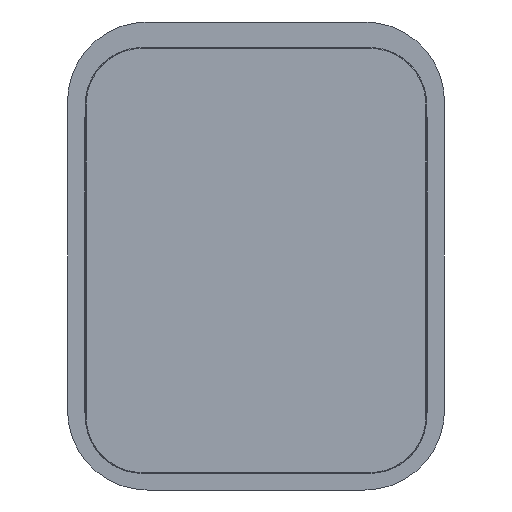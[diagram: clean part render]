
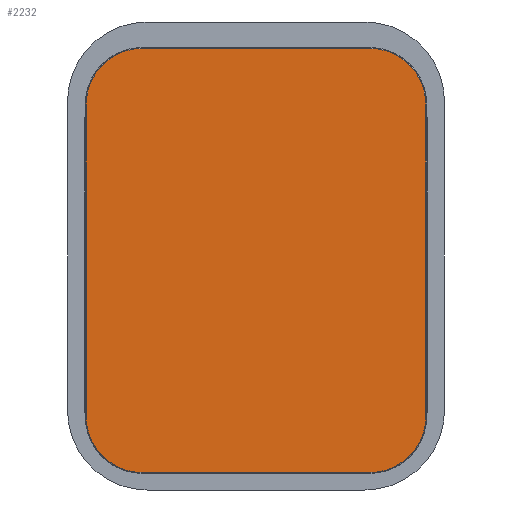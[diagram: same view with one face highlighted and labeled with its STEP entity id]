
A CAD part, front view. The second image highlights one B-rep face of the part: STEP entity #2232.
In plain terms, the highlighted planar face has unit normal (0, -1, 0).
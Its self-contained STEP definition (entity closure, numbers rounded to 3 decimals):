
#10 = AXIS2_PLACEMENT_3D ( 'NONE', #1742, #1352, #2514 ) ;
#17 = CARTESIAN_POINT ( 'NONE',  ( 10., -2.822, 13.325 ) ) ;
#132 = CARTESIAN_POINT ( 'NONE',  ( -10., -2.822, -13.94 ) ) ;
#156 = CARTESIAN_POINT ( 'NONE',  ( 10., -2.822, 18.251 ) ) ;
#246 = AXIS2_PLACEMENT_3D ( 'NONE', #919, #4291, #825 ) ;
#367 = DIRECTION ( 'NONE',  ( 0., 0., -1. ) ) ;
#495 = DIRECTION ( 'NONE',  ( 0., 0., -1. ) ) ;
#571 = AXIS2_PLACEMENT_3D ( 'NONE', #132, #2393, #495 ) ;
#584 = EDGE_CURVE ( 'NONE', #4364, #3598, #2094, .T. ) ;
#637 = ORIENTED_EDGE ( 'NONE', *, *, #1204, .T. ) ;
#679 = VECTOR ( 'NONE', #2693, 1000. ) ;
#712 = AXIS2_PLACEMENT_3D ( 'NONE', #1033, #1004, #3627 ) ;
#755 = ORIENTED_EDGE ( 'NONE', *, *, #3661, .T. ) ;
#809 = ORIENTED_EDGE ( 'NONE', *, *, #3149, .T. ) ;
#825 = DIRECTION ( 'NONE',  ( 0., 0., -1. ) ) ;
#833 = ORIENTED_EDGE ( 'NONE', *, *, #1560, .T. ) ;
#919 = CARTESIAN_POINT ( 'NONE',  ( 10., -2.822, -14.105 ) ) ;
#942 = LINE ( 'NONE', #1256, #3291 ) ;
#948 = EDGE_LOOP ( 'NONE', ( #2545, #833, #2980, #1645, #3334, #637, #1793, #1027, #809, #2269, #2406, #755 ) ) ;
#988 = CARTESIAN_POINT ( 'NONE',  ( -10., -2.822, -19.031 ) ) ;
#994 = EDGE_CURVE ( 'NONE', #4425, #2186, #4832, .T. ) ;
#1004 = DIRECTION ( 'NONE',  ( 0., -1., 0. ) ) ;
#1027 = ORIENTED_EDGE ( 'NONE', *, *, #3868, .T. ) ;
#1033 = CARTESIAN_POINT ( 'NONE',  ( -10., -2.822, -13.94 ) ) ;
#1050 = LINE ( 'NONE', #3732, #3437 ) ;
#1078 = DIRECTION ( 'NONE',  ( 0., -1., 0. ) ) ;
#1086 = EDGE_CURVE ( 'NONE', #4728, #4800, #1050, .T. ) ;
#1126 = DIRECTION ( 'NONE',  ( 0., -1., 0. ) ) ;
#1150 = LINE ( 'NONE', #4563, #679 ) ;
#1190 = AXIS2_PLACEMENT_3D ( 'NONE', #2008, #2713, #2793 ) ;
#1204 = EDGE_CURVE ( 'NONE', #4800, #4364, #2749, .T. ) ;
#1256 = CARTESIAN_POINT ( 'NONE',  ( 14.926, -2.822, 13.194 ) ) ;
#1326 = VERTEX_POINT ( 'NONE', #4209 ) ;
#1351 = LINE ( 'NONE', #4711, #2299 ) ;
#1352 = DIRECTION ( 'NONE',  ( 0., -1., 0. ) ) ;
#1515 = VERTEX_POINT ( 'NONE', #4272 ) ;
#1560 = EDGE_CURVE ( 'NONE', #1515, #1326, #1351, .T. ) ;
#1606 = CARTESIAN_POINT ( 'NONE',  ( 14.925, -2.822, 13.26 ) ) ;
#1633 = CIRCLE ( 'NONE', #2100, 4.926 ) ;
#1645 = ORIENTED_EDGE ( 'NONE', *, *, #3863, .T. ) ;
#1665 = DIRECTION ( 'NONE',  ( 0., -1., 0. ) ) ;
#1685 = PLANE ( 'NONE',  #712 ) ;
#1742 = CARTESIAN_POINT ( 'NONE',  ( -10., -2.822, 13.325 ) ) ;
#1793 = ORIENTED_EDGE ( 'NONE', *, *, #584, .T. ) ;
#1824 = AXIS2_PLACEMENT_3D ( 'NONE', #17, #2998, #1899 ) ;
#1899 = DIRECTION ( 'NONE',  ( 0., 0., -1. ) ) ;
#2008 = CARTESIAN_POINT ( 'NONE',  ( -10., -2.822, -14.105 ) ) ;
#2033 = CIRCLE ( 'NONE', #4165, 4.926 ) ;
#2094 = CIRCLE ( 'NONE', #4624, 4.926 ) ;
#2100 = AXIS2_PLACEMENT_3D ( 'NONE', #4852, #1078, #367 ) ;
#2123 = CIRCLE ( 'NONE', #10, 4.926 ) ;
#2186 = VERTEX_POINT ( 'NONE', #156 ) ;
#2232 = ADVANCED_FACE ( 'NONE', ( #3966 ), #1685, .T. ) ;
#2245 = CARTESIAN_POINT ( 'NONE',  ( 10., -2.822, 13.194 ) ) ;
#2254 = DIRECTION ( 'NONE',  ( 0., 0., -1. ) ) ;
#2269 = ORIENTED_EDGE ( 'NONE', *, *, #994, .T. ) ;
#2299 = VECTOR ( 'NONE', #2869, 1000. ) ;
#2393 = DIRECTION ( 'NONE',  ( 0., -1., 0. ) ) ;
#2406 = ORIENTED_EDGE ( 'NONE', *, *, #4083, .T. ) ;
#2514 = DIRECTION ( 'NONE',  ( 0., 0., -1. ) ) ;
#2517 = CARTESIAN_POINT ( 'NONE',  ( 10., -2.822, -19.031 ) ) ;
#2527 = CIRCLE ( 'NONE', #1190, 4.926 ) ;
#2545 = ORIENTED_EDGE ( 'NONE', *, *, #4647, .T. ) ;
#2693 = DIRECTION ( 'NONE',  ( -1., 0., 0. ) ) ;
#2713 = DIRECTION ( 'NONE',  ( 0., -1., 0. ) ) ;
#2749 = CIRCLE ( 'NONE', #246, 4.926 ) ;
#2793 = DIRECTION ( 'NONE',  ( 0., 0., -1. ) ) ;
#2869 = DIRECTION ( 'NONE',  ( 0., 0., -1. ) ) ;
#2876 = VERTEX_POINT ( 'NONE', #3098 ) ;
#2980 = ORIENTED_EDGE ( 'NONE', *, *, #3807, .T. ) ;
#2998 = DIRECTION ( 'NONE',  ( 0., -1., 0. ) ) ;
#3040 = DIRECTION ( 'NONE',  ( 0., 0., -1. ) ) ;
#3080 = VERTEX_POINT ( 'NONE', #3859 ) ;
#3098 = CARTESIAN_POINT ( 'NONE',  ( 14.926, -2.822, 13.194 ) ) ;
#3108 = VERTEX_POINT ( 'NONE', #4457 ) ;
#3149 = EDGE_CURVE ( 'NONE', #2876, #4425, #2033, .T. ) ;
#3236 = CARTESIAN_POINT ( 'NONE',  ( 14.926, -2.822, -13.94 ) ) ;
#3275 = VERTEX_POINT ( 'NONE', #4693 ) ;
#3291 = VECTOR ( 'NONE', #3875, 1000. ) ;
#3334 = ORIENTED_EDGE ( 'NONE', *, *, #1086, .T. ) ;
#3437 = VECTOR ( 'NONE', #4521, 1000. ) ;
#3484 = CARTESIAN_POINT ( 'NONE',  ( 10., -2.822, -13.94 ) ) ;
#3598 = VERTEX_POINT ( 'NONE', #3236 ) ;
#3627 = DIRECTION ( 'NONE',  ( 0., 0., -1. ) ) ;
#3661 = EDGE_CURVE ( 'NONE', #3275, #3108, #2123, .T. ) ;
#3732 = CARTESIAN_POINT ( 'NONE',  ( 10., -2.822, -19.031 ) ) ;
#3742 = CARTESIAN_POINT ( 'NONE',  ( 14.925, -2.822, -14.022 ) ) ;
#3807 = EDGE_CURVE ( 'NONE', #1326, #3080, #3847, .T. ) ;
#3847 = CIRCLE ( 'NONE', #571, 4.926 ) ;
#3859 = CARTESIAN_POINT ( 'NONE',  ( -14.925, -2.822, -14.022 ) ) ;
#3863 = EDGE_CURVE ( 'NONE', #3080, #4728, #2527, .T. ) ;
#3868 = EDGE_CURVE ( 'NONE', #3598, #2876, #942, .T. ) ;
#3875 = DIRECTION ( 'NONE',  ( 0., 0., 1. ) ) ;
#3966 = FACE_OUTER_BOUND ( 'NONE', #948, .T. ) ;
#4083 = EDGE_CURVE ( 'NONE', #2186, #3275, #1150, .T. ) ;
#4165 = AXIS2_PLACEMENT_3D ( 'NONE', #2245, #1126, #3040 ) ;
#4209 = CARTESIAN_POINT ( 'NONE',  ( -14.926, -2.822, -13.94 ) ) ;
#4272 = CARTESIAN_POINT ( 'NONE',  ( -14.926, -2.822, 13.194 ) ) ;
#4291 = DIRECTION ( 'NONE',  ( 0., -1., 0. ) ) ;
#4364 = VERTEX_POINT ( 'NONE', #3742 ) ;
#4425 = VERTEX_POINT ( 'NONE', #1606 ) ;
#4457 = CARTESIAN_POINT ( 'NONE',  ( -14.925, -2.822, 13.26 ) ) ;
#4521 = DIRECTION ( 'NONE',  ( 1., 0., 0. ) ) ;
#4563 = CARTESIAN_POINT ( 'NONE',  ( -10., -2.822, 18.251 ) ) ;
#4624 = AXIS2_PLACEMENT_3D ( 'NONE', #3484, #1665, #2254 ) ;
#4647 = EDGE_CURVE ( 'NONE', #3108, #1515, #1633, .T. ) ;
#4693 = CARTESIAN_POINT ( 'NONE',  ( -10., -2.822, 18.251 ) ) ;
#4711 = CARTESIAN_POINT ( 'NONE',  ( -14.926, -2.822, -13.94 ) ) ;
#4728 = VERTEX_POINT ( 'NONE', #988 ) ;
#4800 = VERTEX_POINT ( 'NONE', #2517 ) ;
#4832 = CIRCLE ( 'NONE', #1824, 4.926 ) ;
#4852 = CARTESIAN_POINT ( 'NONE',  ( -10., -2.822, 13.194 ) ) ;
